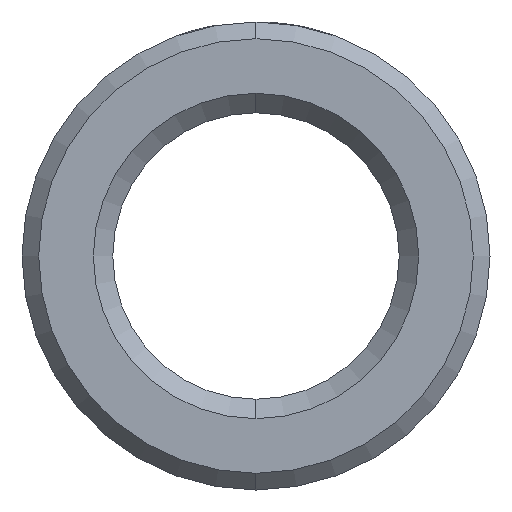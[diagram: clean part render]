
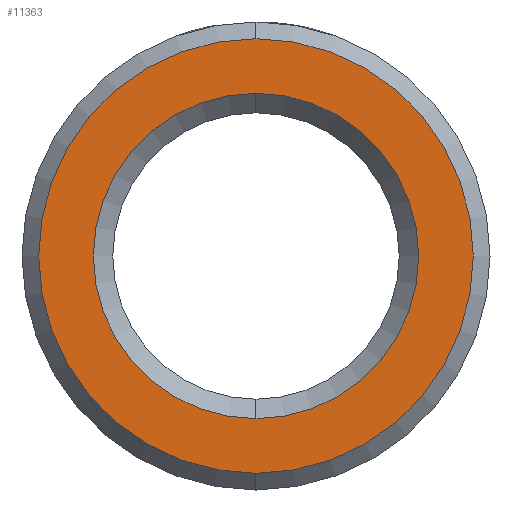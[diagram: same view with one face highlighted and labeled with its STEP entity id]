
A CAD part, left-side view. The second image highlights one B-rep face of the part: STEP entity #11363.
In plain terms, the highlighted planar face has unit normal (-1, 0, 0).
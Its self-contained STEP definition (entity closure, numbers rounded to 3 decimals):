
#153 = CARTESIAN_POINT ( 'NONE',  ( 0., 0., 0. ) ) ;
#383 = PLANE ( 'NONE',  #14919 ) ;
#748 = EDGE_CURVE ( 'NONE', #5073, #6927, #10890, .T. ) ;
#822 = AXIS2_PLACEMENT_3D ( 'NONE', #2558, #12184, #14842 ) ;
#1683 = CARTESIAN_POINT ( 'NONE',  ( 0., 0., 0. ) ) ;
#1687 = CIRCLE ( 'NONE', #6778, 6.5 ) ;
#1941 = EDGE_CURVE ( 'NONE', #6927, #5073, #13900, .T. ) ;
#2558 = CARTESIAN_POINT ( 'NONE',  ( 0., 0., 0. ) ) ;
#2775 = FACE_BOUND ( 'NONE', #10237, .T. ) ;
#3866 = CARTESIAN_POINT ( 'NONE',  ( 0., 0., 4.865 ) ) ;
#3911 = ORIENTED_EDGE ( 'NONE', *, *, #6167, .T. ) ;
#4002 = DIRECTION ( 'NONE',  ( 1., 0., 0. ) ) ;
#5073 = VERTEX_POINT ( 'NONE', #3866 ) ;
#5671 = EDGE_LOOP ( 'NONE', ( #9133, #3911 ) ) ;
#6167 = EDGE_CURVE ( 'NONE', #9326, #11570, #12956, .T. ) ;
#6533 = CARTESIAN_POINT ( 'NONE',  ( 0., 0., 0. ) ) ;
#6778 = AXIS2_PLACEMENT_3D ( 'NONE', #15464, #14330, #6951 ) ;
#6927 = VERTEX_POINT ( 'NONE', #13636 ) ;
#6951 = DIRECTION ( 'NONE',  ( 0., 0., -1. ) ) ;
#7292 = ORIENTED_EDGE ( 'NONE', *, *, #1941, .T. ) ;
#7655 = DIRECTION ( 'NONE',  ( 0., 0., -1. ) ) ;
#7876 = DIRECTION ( 'NONE',  ( 0., 0., -1. ) ) ;
#7930 = AXIS2_PLACEMENT_3D ( 'NONE', #1683, #12790, #10296 ) ;
#9133 = ORIENTED_EDGE ( 'NONE', *, *, #14040, .T. ) ;
#9326 = VERTEX_POINT ( 'NONE', #12876 ) ;
#10237 = EDGE_LOOP ( 'NONE', ( #10813, #7292 ) ) ;
#10296 = DIRECTION ( 'NONE',  ( 0., 0., -1. ) ) ;
#10813 = ORIENTED_EDGE ( 'NONE', *, *, #748, .T. ) ;
#10890 = CIRCLE ( 'NONE', #822, 4.865 ) ;
#11092 = AXIS2_PLACEMENT_3D ( 'NONE', #153, #11291, #7655 ) ;
#11291 = DIRECTION ( 'NONE',  ( -1., 0., 0. ) ) ;
#11363 = ADVANCED_FACE ( 'NONE', ( #15837, #2775 ), #383, .F. ) ;
#11570 = VERTEX_POINT ( 'NONE', #11722 ) ;
#11722 = CARTESIAN_POINT ( 'NONE',  ( 0., 0., -6.5 ) ) ;
#12184 = DIRECTION ( 'NONE',  ( 1., 0., 0. ) ) ;
#12790 = DIRECTION ( 'NONE',  ( 1., 0., 0. ) ) ;
#12876 = CARTESIAN_POINT ( 'NONE',  ( 0., 0., 6.5 ) ) ;
#12956 = CIRCLE ( 'NONE', #11092, 6.5 ) ;
#13636 = CARTESIAN_POINT ( 'NONE',  ( 0., 0., -4.865 ) ) ;
#13900 = CIRCLE ( 'NONE', #7930, 4.865 ) ;
#14040 = EDGE_CURVE ( 'NONE', #11570, #9326, #1687, .T. ) ;
#14330 = DIRECTION ( 'NONE',  ( -1., 0., 0. ) ) ;
#14842 = DIRECTION ( 'NONE',  ( 0., 0., -1. ) ) ;
#14919 = AXIS2_PLACEMENT_3D ( 'NONE', #6533, #4002, #7876 ) ;
#15464 = CARTESIAN_POINT ( 'NONE',  ( 0., 0., 0. ) ) ;
#15837 = FACE_OUTER_BOUND ( 'NONE', #5671, .T. ) ;
